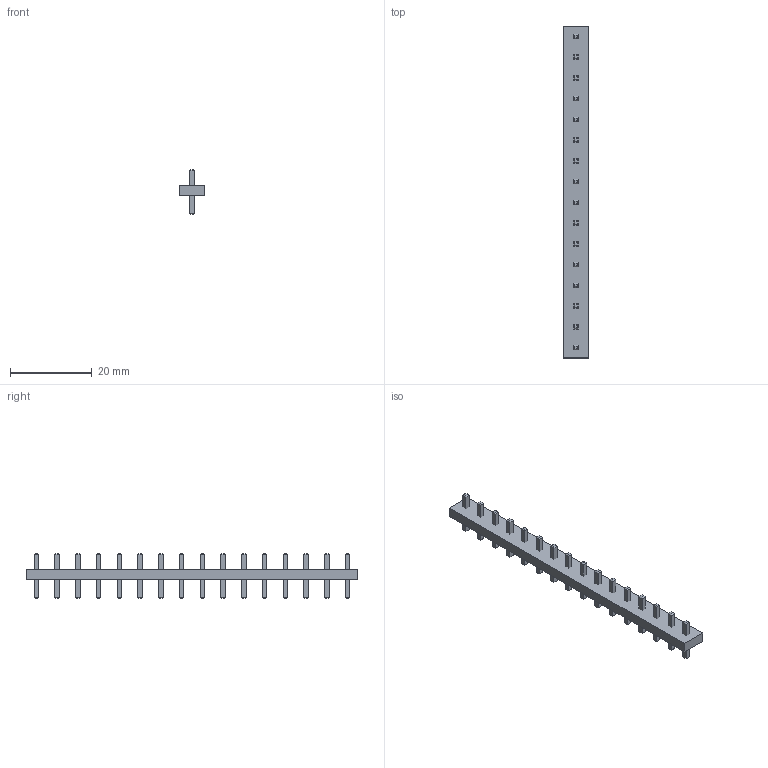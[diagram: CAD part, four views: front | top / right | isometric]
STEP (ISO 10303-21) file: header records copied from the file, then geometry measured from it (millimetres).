
FILE_DESCRIPTION(/* description */ ('model of Samtec_HPM-16-05-x-S_Straight_1x16_Pitch5.08mm'),/* implementation_level */ '2;1');
FILE_NAME(/* name */ 'Samtec_HPM-16-05-x-S_Straight_1x16_Pitch5.08mm.step',/* time_stamp */ '2023-01-04T12:14:04',/* author */ ('KiCAD','kicad'),/* organization */ ('OCCT'),/* preprocessor_version */ '',/* originating_system */ 'KiCAD',/* authorisation */ '');
FILE_SCHEMA(('AUTOMOTIVE_DESIGN { 1 0 10303 214 1 1 1 1 }'));
Length unit declared in the file: millimetre
Products named in the file (7): CQ assembly; e59d2070-8c20-11ed-b7ac-a0cec80452fd; e59d2070-8c20-11ed-b7ac-a0cec80452fd_part; e59d24d0-8c20-11ed-b7ac-a0cec80452fd; e59d24d0-8c20-11ed-b7ac-a0cec80452fd_part; e59d27a0-8c20-11ed-b7ac-a0cec80452fd; e59d27a0-8c20-11ed-b7ac-a0cec80452fd_part
Assembly tree (6 placements, depth 4):
  CQ assembly
    e59d2070-8c20-11ed-b7ac-a0cec80452fd
      e59d2070-8c20-11ed-b7ac-a0cec80452fd_part
      e59d24d0-8c20-11ed-b7ac-a0cec80452fd
        e59d24d0-8c20-11ed-b7ac-a0cec80452fd_part
      e59d27a0-8c20-11ed-b7ac-a0cec80452fd
        e59d27a0-8c20-11ed-b7ac-a0cec80452fd_part
Bounding box: 6.35 x 81.28 x 10.92 mm (x, y, z)
Volume: 1533.1 mm3; surface area: 2287.1 mm2
Topology: 17 solids, 17 shells, 230 faces, 460 edges, 264 vertices
Faces by surface type: plane 230
Entity records: 5869 total; most frequent: CARTESIAN_POINT 961, DIRECTION 934, ORIENTED_EDGE 920, EDGE_CURVE 460, LINE 460, VECTOR 460, VERTEX_POINT 264, AXIS2_PLACEMENT_3D 237
